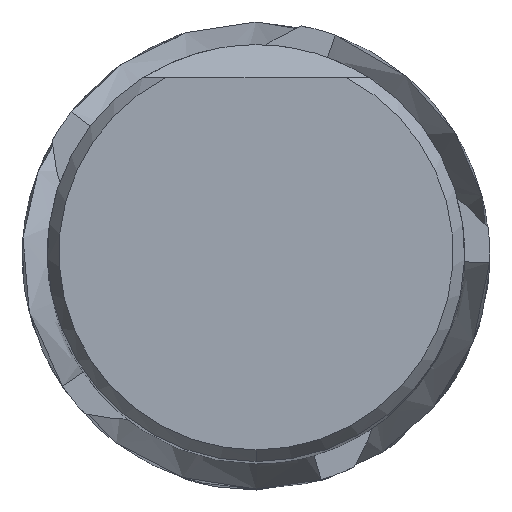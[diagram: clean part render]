
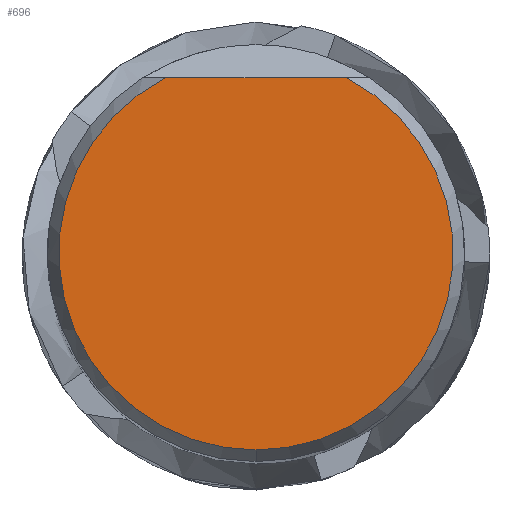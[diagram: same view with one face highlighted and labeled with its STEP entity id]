
A CAD part, top view. The second image highlights one B-rep face of the part: STEP entity #696.
In plain terms, the highlighted planar face has unit normal (0, 0, 1).
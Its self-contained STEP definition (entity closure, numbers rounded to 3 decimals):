
#696=ADVANCED_FACE('',(#1904),#1905,.T.);
#710=VERTEX_POINT('',#1921);
#884=EDGE_CURVE('',#1558,#1460,#2116,.T.);
#1172=EDGE_CURVE('',#1558,#710,#2436,.T.);
#1460=VERTEX_POINT('',#2746);
#1470=EDGE_CURVE('',#710,#1460,#2757,.T.);
#1558=VERTEX_POINT('',#2852);
#1904=FACE_OUTER_BOUND('',#3686,.T.);
#1905=PLANE('',#3687);
#1921=CARTESIAN_POINT('',(0.,-11.807,0.0));
#2116=LINE('',#4877,#4878);
#2436=CIRCLE('',#7420,11.807);
#2746=CARTESIAN_POINT('',(-5.4,10.5,0.0));
#2757=CIRCLE('',#9255,11.807);
#2852=CARTESIAN_POINT('',(5.4,10.5,0.0));
#3686=EDGE_LOOP('',(#11690,#11691,#11692));
#3687=AXIS2_PLACEMENT_3D('',#11693,#11694,#11695);
#4877=CARTESIAN_POINT('',(-6.25,10.5,0.0));
#4878=VECTOR('',#11948,1.0);
#7420=AXIS2_PLACEMENT_3D('',#12339,#12340,#12341);
#9255=AXIS2_PLACEMENT_3D('',#12635,#12636,#12637);
#11690=ORIENTED_EDGE('',*,*,#884,.T.);
#11691=ORIENTED_EDGE('',*,*,#1470,.F.);
#11692=ORIENTED_EDGE('',*,*,#1172,.F.);
#11693=CARTESIAN_POINT('',(0.0,5.904,0.0));
#11694=DIRECTION('',(-0.0,0.0,1.0));
#11695=DIRECTION('',(0.0,-1.0,0.0));
#11948=DIRECTION('',(-1.0,0.0,0.0));
#12339=CARTESIAN_POINT('',(0.0,0.0,0.0));
#12340=DIRECTION('',(0.0,0.0,-1.0));
#12341=DIRECTION('',(0.0,1.0,0.0));
#12635=CARTESIAN_POINT('',(0.0,0.0,0.0));
#12636=DIRECTION('',(0.0,0.0,-1.0));
#12637=DIRECTION('',(0.0,1.0,0.0));
